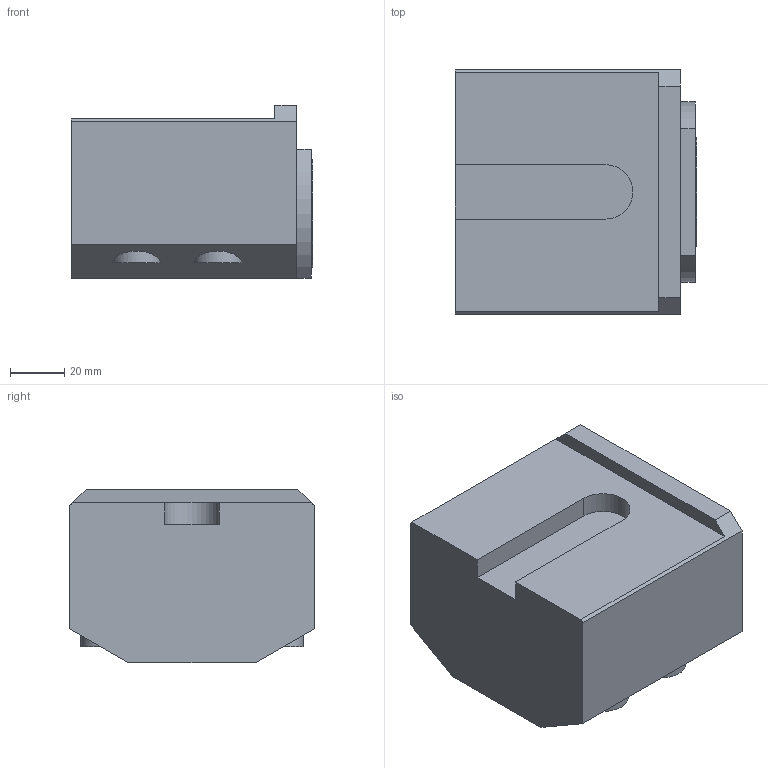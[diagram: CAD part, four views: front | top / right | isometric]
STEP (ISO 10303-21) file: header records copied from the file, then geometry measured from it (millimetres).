
FILE_DESCRIPTION(/* description */ (''),/* implementation_level */ '2;1');
FILE_NAME(/* name */ '1529070915051.stp',/* time_stamp */ '2018-06-15T15:55:20+02:00',/* author */ (''),/* organization */ ('SMS'),/* preprocessor_version */ 'ST-DEVELOPER v15',/* originating_system */ 'SIEMENS PLM Software NX 8.5',/* authorisation */ '');
FILE_SCHEMA (('AUTOMOTIVE_DESIGN { 1 0 10303 214 3 1 1 1 }'));
Length unit declared in the file: millimetre
Products named in the file (1): 200835840mod000_01
Bounding box: 89 x 90 x 64 mm (x, y, z)
Volume: 414200.3 mm3; surface area: 38427.2 mm2
Topology: 1 solids, 1 shells, 37 faces, 85 edges, 59 vertices
Faces by surface type: plane 26, cylinder 10, bspline 1
Full cylindrical faces by diameter (mm): 2.5 x1, 31.6 x1, 40 x1
Entity records: 1264 total; most frequent: CARTESIAN_POINT 392, DIRECTION 170, ORIENTED_EDGE 158, EDGE_CURVE 79, AXIS2_PLACEMENT_3D 59, VERTEX_POINT 57, LINE 52, VECTOR 52
